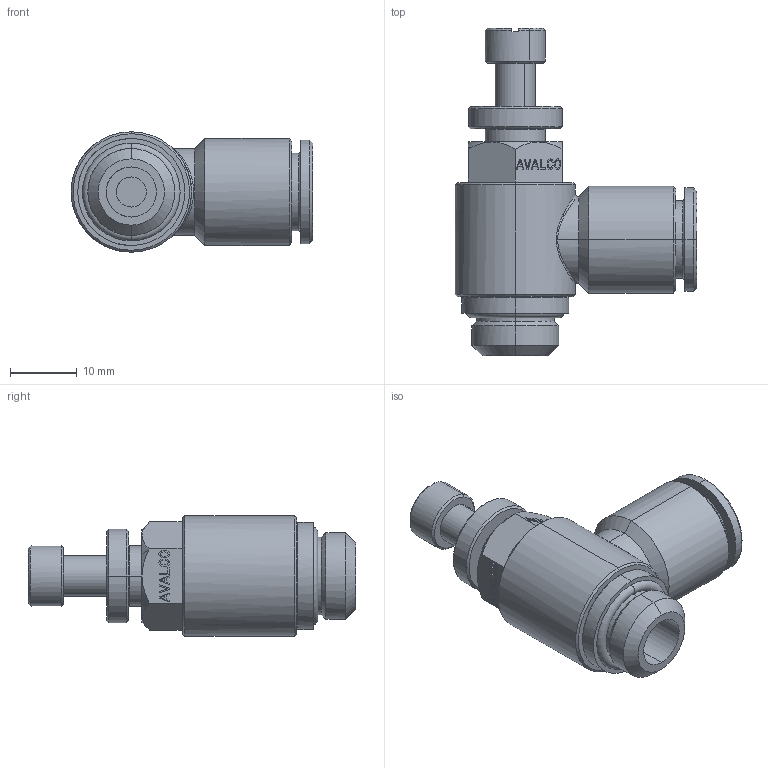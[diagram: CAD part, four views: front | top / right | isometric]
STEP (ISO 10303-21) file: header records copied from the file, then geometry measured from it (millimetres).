
FILE_DESCRIPTION(('CATIA V5 STEP Exchange'),'2;1');
FILE_NAME('INMC24-PR10G14.stp','2019-01-10T11:48:17+00:00',('none'),('none'),'CATIA Version 5 Release 21 GA (IN-10)','CATIA V5 STEP AP203','none');
FILE_SCHEMA(('CONFIG_CONTROL_DESIGN'));
Length unit declared in the file: millimetre
Products named in the file (1): INMC24-PR10G14
Bounding box: 36.15 x 48.95 x 18 mm (x, y, z)
Volume: 9457.7 mm3; surface area: 4883.5 mm2
Topology: 1 solids, 3 shells, 452 faces, 1175 edges, 771 vertices
Faces by surface type: plane 365, cylinder 40, cone 38, bspline 5, torus 4
Entity records: 13850 total; most frequent: CARTESIAN_POINT 3191, ORIENTED_EDGE 2350, DIRECTION 1845, EDGE_CURVE 1175, VECTOR 1015, LINE 1015, VERTEX_POINT 771, EDGE_LOOP 494
